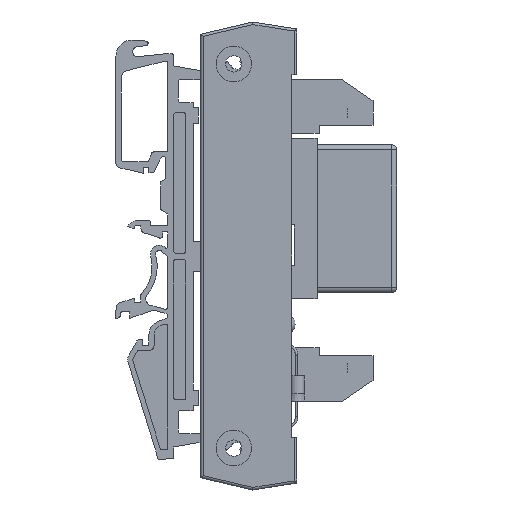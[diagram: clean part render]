
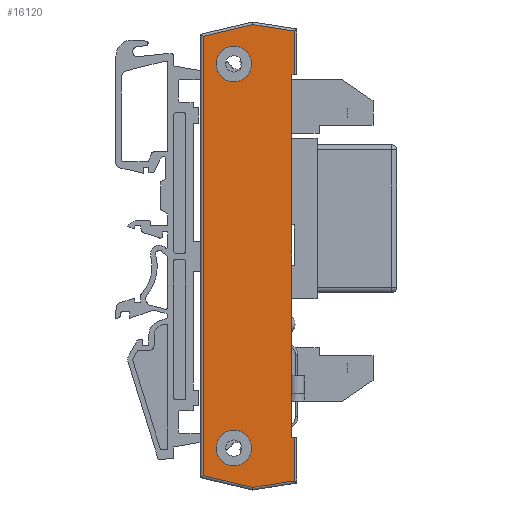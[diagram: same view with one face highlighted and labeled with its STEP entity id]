
A CAD part, left-side view. The second image highlights one B-rep face of the part: STEP entity #16120.
In plain terms, the highlighted face is planar.
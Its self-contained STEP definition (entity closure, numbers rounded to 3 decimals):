
#15659=CARTESIAN_POINT('',(-16.628,6.238,5.0));
#15660=VERTEX_POINT('',#15659);
#15667=CARTESIAN_POINT('',(54.672,6.238,5.0));
#15668=VERTEX_POINT('',#15667);
#15669=CARTESIAN_POINT('',(54.672,6.238,5.0));
#15670=DIRECTION('',(-1.0,0.0,0.0));
#15671=VECTOR('',#15670,71.3);
#15672=LINE('',#15669,#15671);
#15673=EDGE_CURVE('',#15668,#15660,#15672,.T.);
#15916=CARTESIAN_POINT('',(60.272,-5.162,5.0));
#15917=VERTEX_POINT('',#15916);
#15918=CARTESIAN_POINT('',(56.772,-5.162,5.0));
#15919=DIRECTION('',(0.0,0.0,-1.0));
#15920=DIRECTION('',(-1.0,0.0,0.0));
#15921=AXIS2_PLACEMENT_3D('',#15918,#15919,#15920);
#15922=CIRCLE('',#15921,3.5);
#15923=EDGE_CURVE('',#15917,#15917,#15922,.T.);
#15956=CARTESIAN_POINT('',(-15.228,-5.162,5.0));
#15957=VERTEX_POINT('',#15956);
#15958=CARTESIAN_POINT('',(-18.728,-5.162,5.0));
#15959=DIRECTION('',(0.0,0.0,-1.0));
#15960=DIRECTION('',(-1.0,0.0,0.0));
#15961=AXIS2_PLACEMENT_3D('',#15958,#15959,#15960);
#15962=CIRCLE('',#15961,3.5);
#15963=EDGE_CURVE('',#15957,#15957,#15962,.T.);
#15997=CARTESIAN_POINT('',(54.672,6.738,5.0));
#15998=VERTEX_POINT('',#15997);
#15999=CARTESIAN_POINT('',(54.672,6.738,5.0));
#16000=DIRECTION('',(0.0,-1.0,0.0));
#16001=VECTOR('',#16000,0.5);
#16002=LINE('',#15999,#16001);
#16003=EDGE_CURVE('',#15998,#15668,#16002,.T.);
#16028=CARTESIAN_POINT('',(-16.628,6.738,5.0));
#16029=VERTEX_POINT('',#16028);
#16037=CARTESIAN_POINT('',(-16.628,6.238,5.0));
#16038=DIRECTION('',(0.0,1.0,0.0));
#16039=VECTOR('',#16038,0.5);
#16040=LINE('',#16037,#16039);
#16041=EDGE_CURVE('',#15660,#16029,#16040,.T.);
#16050=CARTESIAN_POINT('',(19.022,-2.126,5.0));
#16051=DIRECTION('',(0.0,0.0,1.0));
#16052=DIRECTION('',(1.0,0.0,0.0));
#16053=AXIS2_PLACEMENT_3D('',#16050,#16051,#16052);
#16054=PLANE('',#16053);
#16055=ORIENTED_EDGE('',*,*,#16003,.T.);
#16056=ORIENTED_EDGE('',*,*,#15673,.T.);
#16057=ORIENTED_EDGE('',*,*,#16041,.T.);
#16058=CARTESIAN_POINT('',(-25.176,6.738,5.0));
#16059=VERTEX_POINT('',#16058);
#16060=CARTESIAN_POINT('',(-25.176,6.738,5.0));
#16061=DIRECTION('',(1.0,0.0,0.0));
#16062=VECTOR('',#16061,8.548);
#16063=LINE('',#16060,#16062);
#16064=EDGE_CURVE('',#16059,#16029,#16063,.T.);
#16065=ORIENTED_EDGE('',*,*,#16064,.F.);
#16066=CARTESIAN_POINT('',(-26.459,-1.405,5.0));
#16067=VERTEX_POINT('',#16066);
#16068=CARTESIAN_POINT('',(-26.459,-1.405,5.0));
#16069=DIRECTION('',(0.156,0.988,0.0));
#16070=VECTOR('',#16069,8.244);
#16071=LINE('',#16068,#16070);
#16072=EDGE_CURVE('',#16067,#16059,#16071,.T.);
#16073=ORIENTED_EDGE('',*,*,#16072,.F.);
#16074=CARTESIAN_POINT('',(-24.157,-11.162,5.0));
#16075=VERTEX_POINT('',#16074);
#16076=CARTESIAN_POINT('',(-24.157,-11.162,5.0));
#16077=DIRECTION('',(-0.23,0.973,0.0));
#16078=VECTOR('',#16077,10.024);
#16079=LINE('',#16076,#16078);
#16080=EDGE_CURVE('',#16075,#16067,#16079,.T.);
#16081=ORIENTED_EDGE('',*,*,#16080,.F.);
#16082=CARTESIAN_POINT('',(62.201,-11.162,5.0));
#16083=VERTEX_POINT('',#16082);
#16084=CARTESIAN_POINT('',(62.201,-11.162,5.0));
#16085=DIRECTION('',(-1.0,0.0,0.0));
#16086=VECTOR('',#16085,86.358);
#16087=LINE('',#16084,#16086);
#16088=EDGE_CURVE('',#16083,#16075,#16087,.T.);
#16089=ORIENTED_EDGE('',*,*,#16088,.F.);
#16090=CARTESIAN_POINT('',(64.503,-1.405,5.0));
#16091=VERTEX_POINT('',#16090);
#16092=CARTESIAN_POINT('',(64.503,-1.405,5.0));
#16093=DIRECTION('',(-0.23,-0.973,0.0));
#16094=VECTOR('',#16093,10.024);
#16095=LINE('',#16092,#16094);
#16096=EDGE_CURVE('',#16091,#16083,#16095,.T.);
#16097=ORIENTED_EDGE('',*,*,#16096,.F.);
#16098=CARTESIAN_POINT('',(63.22,6.738,5.0));
#16099=VERTEX_POINT('',#16098);
#16100=CARTESIAN_POINT('',(63.22,6.738,5.0));
#16101=DIRECTION('',(0.156,-0.988,0.0));
#16102=VECTOR('',#16101,8.244);
#16103=LINE('',#16100,#16102);
#16104=EDGE_CURVE('',#16099,#16091,#16103,.T.);
#16105=ORIENTED_EDGE('',*,*,#16104,.F.);
#16106=CARTESIAN_POINT('',(54.672,6.738,5.0));
#16107=DIRECTION('',(1.0,0.0,0.0));
#16108=VECTOR('',#16107,8.548);
#16109=LINE('',#16106,#16108);
#16110=EDGE_CURVE('',#15998,#16099,#16109,.T.);
#16111=ORIENTED_EDGE('',*,*,#16110,.F.);
#16112=EDGE_LOOP('',(#16055,#16056,#16057,#16065,#16073,#16081,#16089,#16097,#16105,#16111));
#16113=FACE_OUTER_BOUND('',#16112,.T.);
#16114=ORIENTED_EDGE('',*,*,#15923,.T.);
#16115=EDGE_LOOP('',(#16114));
#16116=FACE_BOUND('',#16115,.T.);
#16117=ORIENTED_EDGE('',*,*,#15963,.T.);
#16118=EDGE_LOOP('',(#16117));
#16119=FACE_BOUND('',#16118,.T.);
#16120=ADVANCED_FACE('',(#16113,#16116,#16119),#16054,.T.);
